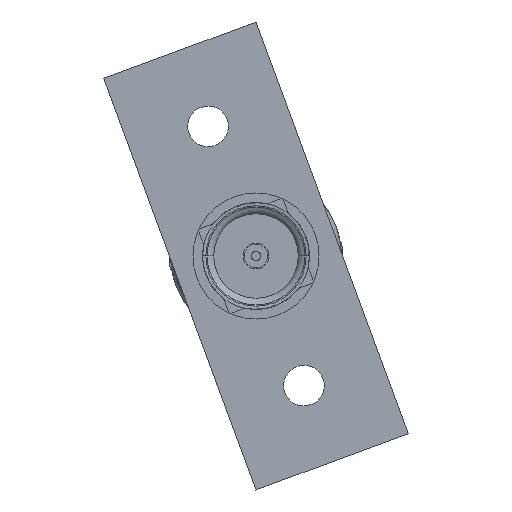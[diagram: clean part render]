
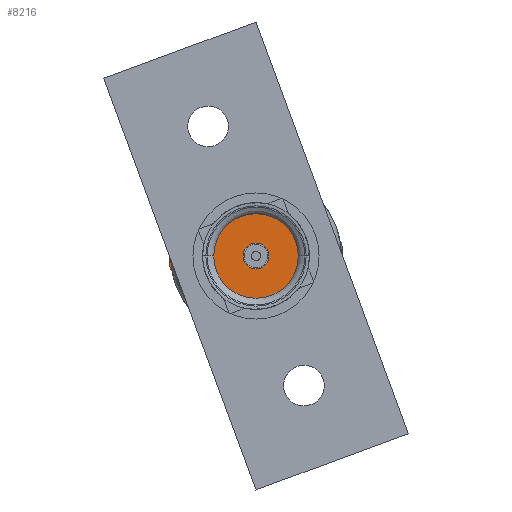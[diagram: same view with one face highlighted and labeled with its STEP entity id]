
A CAD part, front view. The second image highlights one B-rep face of the part: STEP entity #8216.
In plain terms, the highlighted face is planar.
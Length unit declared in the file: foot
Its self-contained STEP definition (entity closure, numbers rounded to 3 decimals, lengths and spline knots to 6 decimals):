
#151 = CARTESIAN_POINT ( 'NONE',  ( 0.027792, 0., -0.002583 ) ) ;
#254 = CARTESIAN_POINT ( 'NONE',  ( 0.027478, 0.004167, -0.002583 ) ) ;
#474 = CARTESIAN_POINT ( 'NONE',  ( 0.024439, 0.004167, -0.002583 ) ) ;
#523 = CARTESIAN_POINT ( 'NONE',  ( 0., 0., -0.002583 ) ) ;
#580 = ORIENTED_EDGE ( 'NONE', *, *, #6438, .T. ) ;
#771 = CARTESIAN_POINT ( 'NONE',  ( -0.027478, 0.004167, -0.002583 ) ) ;
#1071 = CARTESIAN_POINT ( 'NONE',  ( 0., 0., -0.002583 ) ) ;
#1088 = AXIS2_PLACEMENT_3D ( 'NONE', #2404, #8887, #3377 ) ;
#1388 = CARTESIAN_POINT ( 'NONE',  ( 0.027478, -0.004167, -0.002583 ) ) ;
#1523 = ORIENTED_EDGE ( 'NONE', *, *, #3153, .F. ) ;
#1824 = EDGE_CURVE ( 'NONE', #8050, #4321, #5418, .T. ) ;
#1862 = AXIS2_PLACEMENT_3D ( 'NONE', #523, #7923, #2374 ) ;
#1980 = DIRECTION ( 'NONE',  ( 1., 0., 0. ) ) ;
#2089 = AXIS2_PLACEMENT_3D ( 'NONE', #8315, #2776, #9242 ) ;
#2253 = CARTESIAN_POINT ( 'NONE',  ( -0.027478, 0.004167, -0.002583 ) ) ;
#2259 = CARTESIAN_POINT ( 'NONE',  ( -0.004146, 0., -0.002583 ) ) ;
#2312 = CIRCLE ( 'NONE', #1088, 0.027792 ) ;
#2374 = DIRECTION ( 'NONE',  ( 1., 0., 0. ) ) ;
#2404 = CARTESIAN_POINT ( 'NONE',  ( 0., 0., -0.002583 ) ) ;
#2437 = VERTEX_POINT ( 'NONE', #10528 ) ;
#2442 = CARTESIAN_POINT ( 'NONE',  ( 0., 0., -0.002583 ) ) ;
#2776 = DIRECTION ( 'NONE',  ( 0., 0., 1. ) ) ;
#2839 = VERTEX_POINT ( 'NONE', #10042 ) ;
#2861 = CARTESIAN_POINT ( 'NONE',  ( -0.024439, -0.004167, -0.002583 ) ) ;
#2936 = VECTOR ( 'NONE', #9745, 3.28084 ) ;
#3033 = AXIS2_PLACEMENT_3D ( 'NONE', #8859, #3336, #9792 ) ;
#3153 = EDGE_CURVE ( 'NONE', #6479, #4321, #2312, .T. ) ;
#3215 = VERTEX_POINT ( 'NONE', #2253 ) ;
#3219 = CARTESIAN_POINT ( 'NONE',  ( -0.027478, -0.004167, -0.002583 ) ) ;
#3331 = DIRECTION ( 'NONE',  ( 0., 0., 1. ) ) ;
#3336 = DIRECTION ( 'NONE',  ( 0., 0., 1. ) ) ;
#3377 = DIRECTION ( 'NONE',  ( 1., 0., 0. ) ) ;
#3418 = DIRECTION ( 'NONE',  ( 1., 0., 0. ) ) ;
#3527 = AXIS2_PLACEMENT_3D ( 'NONE', #10497, #4972, #11404 ) ;
#3813 = EDGE_LOOP ( 'NONE', ( #7745, #10869, #9311, #11722, #1523, #5965, #4068, #8765, #580 ) ) ;
#3945 = EDGE_CURVE ( 'NONE', #8050, #5949, #8101, .T. ) ;
#4068 = ORIENTED_EDGE ( 'NONE', *, *, #4488, .T. ) ;
#4321 = VERTEX_POINT ( 'NONE', #254 ) ;
#4330 = EDGE_CURVE ( 'NONE', #10494, #4918, #9971, .T. ) ;
#4488 = EDGE_CURVE ( 'NONE', #8770, #2839, #6926, .T. ) ;
#4598 = AXIS2_PLACEMENT_3D ( 'NONE', #1071, #7529, #1980 ) ;
#4918 = VERTEX_POINT ( 'NONE', #4954 ) ;
#4954 = CARTESIAN_POINT ( 'NONE',  ( 0.004146, 0., -0.002583 ) ) ;
#4972 = DIRECTION ( 'NONE',  ( 0., 0., 1. ) ) ;
#4978 = CARTESIAN_POINT ( 'NONE',  ( -0.024439, 0.004167, -0.002583 ) ) ;
#5044 = EDGE_CURVE ( 'NONE', #3215, #5242, #8075, .T. ) ;
#5110 = CIRCLE ( 'NONE', #8529, 0.024792 ) ;
#5242 = VERTEX_POINT ( 'NONE', #3219 ) ;
#5418 = LINE ( 'NONE', #474, #2936 ) ;
#5463 = ORIENTED_EDGE ( 'NONE', *, *, #7870, .T. ) ;
#5570 = VECTOR ( 'NONE', #10220, 3.28084 ) ;
#5601 = EDGE_CURVE ( 'NONE', #3215, #5949, #8877, .T. ) ;
#5949 = VERTEX_POINT ( 'NONE', #4978 ) ;
#5965 = ORIENTED_EDGE ( 'NONE', *, *, #7993, .F. ) ;
#6332 = DIRECTION ( 'NONE',  ( 1., 0., 0. ) ) ;
#6438 = EDGE_CURVE ( 'NONE', #2437, #5242, #7702, .T. ) ;
#6479 = VERTEX_POINT ( 'NONE', #151 ) ;
#6926 = LINE ( 'NONE', #1388, #9389 ) ;
#6962 = PLANE ( 'NONE',  #1862 ) ;
#7529 = DIRECTION ( 'NONE',  ( 0., 0., 1. ) ) ;
#7702 = LINE ( 'NONE', #2861, #5570 ) ;
#7745 = ORIENTED_EDGE ( 'NONE', *, *, #5044, .F. ) ;
#7862 = DIRECTION ( 'NONE',  ( -1., 0., 0. ) ) ;
#7870 = EDGE_CURVE ( 'NONE', #4918, #10494, #10867, .T. ) ;
#7923 = DIRECTION ( 'NONE',  ( 0., 0., 1. ) ) ;
#7993 = EDGE_CURVE ( 'NONE', #8770, #6479, #10576, .T. ) ;
#8050 = VERTEX_POINT ( 'NONE', #8490 ) ;
#8075 = CIRCLE ( 'NONE', #3033, 0.027792 ) ;
#8101 = CIRCLE ( 'NONE', #11380, 0.024792 ) ;
#8216 = ADVANCED_FACE ( 'NONE', ( #11566, #9126 ), #6962, .F. ) ;
#8315 = CARTESIAN_POINT ( 'NONE',  ( 0., 0., -0.002583 ) ) ;
#8490 = CARTESIAN_POINT ( 'NONE',  ( 0.024439, 0.004167, -0.002583 ) ) ;
#8529 = AXIS2_PLACEMENT_3D ( 'NONE', #8851, #3331, #9788 ) ;
#8765 = ORIENTED_EDGE ( 'NONE', *, *, #11330, .F. ) ;
#8770 = VERTEX_POINT ( 'NONE', #10776 ) ;
#8851 = CARTESIAN_POINT ( 'NONE',  ( 0., 0., -0.002583 ) ) ;
#8859 = CARTESIAN_POINT ( 'NONE',  ( 0., 0., -0.002583 ) ) ;
#8877 = LINE ( 'NONE', #771, #11056 ) ;
#8887 = DIRECTION ( 'NONE',  ( 0., 0., 1. ) ) ;
#8925 = DIRECTION ( 'NONE',  ( 0., 0., 1. ) ) ;
#8976 = EDGE_LOOP ( 'NONE', ( #5463, #11851 ) ) ;
#9126 = FACE_OUTER_BOUND ( 'NONE', #3813, .T. ) ;
#9242 = DIRECTION ( 'NONE',  ( 1., 0., 0. ) ) ;
#9311 = ORIENTED_EDGE ( 'NONE', *, *, #3945, .F. ) ;
#9389 = VECTOR ( 'NONE', #7862, 3.28084 ) ;
#9745 = DIRECTION ( 'NONE',  ( 1., 0., 0. ) ) ;
#9788 = DIRECTION ( 'NONE',  ( 1., 0., 0. ) ) ;
#9792 = DIRECTION ( 'NONE',  ( 1., 0., 0. ) ) ;
#9971 = CIRCLE ( 'NONE', #3527, 0.004146 ) ;
#10042 = CARTESIAN_POINT ( 'NONE',  ( 0.024439, -0.004167, -0.002583 ) ) ;
#10220 = DIRECTION ( 'NONE',  ( -1., 0., 0. ) ) ;
#10494 = VERTEX_POINT ( 'NONE', #2259 ) ;
#10497 = CARTESIAN_POINT ( 'NONE',  ( 0., 0., -0.002583 ) ) ;
#10528 = CARTESIAN_POINT ( 'NONE',  ( -0.024439, -0.004167, -0.002583 ) ) ;
#10576 = CIRCLE ( 'NONE', #4598, 0.027792 ) ;
#10776 = CARTESIAN_POINT ( 'NONE',  ( 0.027478, -0.004167, -0.002583 ) ) ;
#10867 = CIRCLE ( 'NONE', #2089, 0.004146 ) ;
#10869 = ORIENTED_EDGE ( 'NONE', *, *, #5601, .T. ) ;
#11056 = VECTOR ( 'NONE', #6332, 3.28084 ) ;
#11330 = EDGE_CURVE ( 'NONE', #2437, #2839, #5110, .T. ) ;
#11380 = AXIS2_PLACEMENT_3D ( 'NONE', #2442, #8925, #3418 ) ;
#11404 = DIRECTION ( 'NONE',  ( 1., 0., 0. ) ) ;
#11566 = FACE_BOUND ( 'NONE', #8976, .T. ) ;
#11722 = ORIENTED_EDGE ( 'NONE', *, *, #1824, .T. ) ;
#11851 = ORIENTED_EDGE ( 'NONE', *, *, #4330, .T. ) ;
